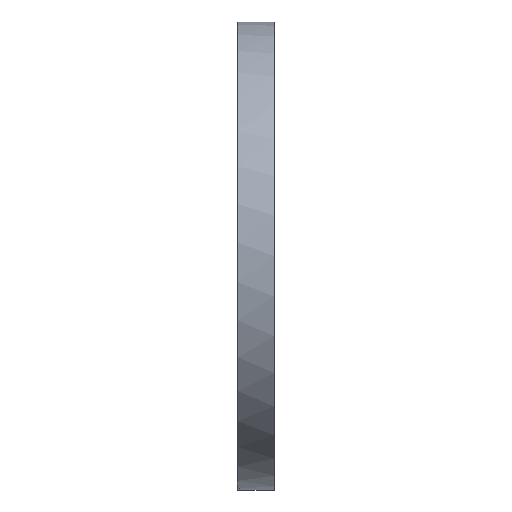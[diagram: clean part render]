
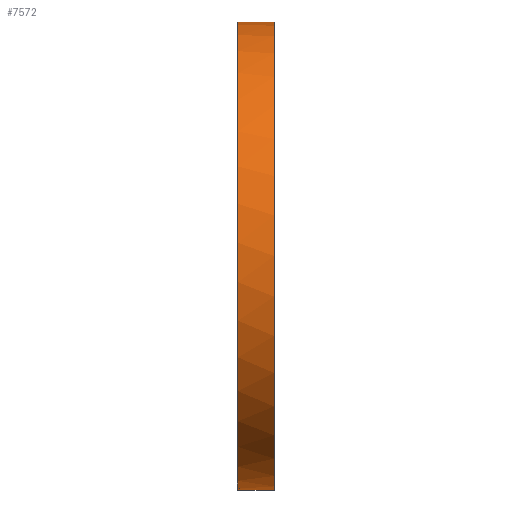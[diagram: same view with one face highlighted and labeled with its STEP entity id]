
A CAD part, left-side view. The second image highlights one B-rep face of the part: STEP entity #7572.
In plain terms, the highlighted cylindrical face has radius 177.8 mm (diameter 355.6 mm), a partial arc.
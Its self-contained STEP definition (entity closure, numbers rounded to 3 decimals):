
#355 = FACE_OUTER_BOUND ( 'NONE', #3818, .T. ) ;
#357 = ORIENTED_EDGE ( 'NONE', *, *, #3345, .T. ) ;
#491 = DIRECTION ( 'NONE',  ( 0., -1., 0. ) ) ;
#494 = CIRCLE ( 'NONE', #3221, 177.8 ) ;
#528 = EDGE_CURVE ( 'NONE', #2712, #5921, #6141, .T. ) ;
#599 = DIRECTION ( 'NONE',  ( 0., -1., 0. ) ) ;
#670 = VERTEX_POINT ( 'NONE', #3532 ) ;
#698 = VECTOR ( 'NONE', #3273, 1000. ) ;
#932 = LINE ( 'NONE', #4027, #3883 ) ;
#1080 = VERTEX_POINT ( 'NONE', #5087 ) ;
#1165 = ORIENTED_EDGE ( 'NONE', *, *, #528, .F. ) ;
#1338 = CARTESIAN_POINT ( 'NONE',  ( 0., 27.1, 0. ) ) ;
#1356 = EDGE_CURVE ( 'NONE', #1924, #670, #5349, .T. ) ;
#1815 = AXIS2_PLACEMENT_3D ( 'NONE', #1338, #5449, #1930 ) ;
#1828 = VECTOR ( 'NONE', #3969, 1000. ) ;
#1843 = DIRECTION ( 'NONE',  ( 0., -1., 0. ) ) ;
#1878 = CARTESIAN_POINT ( 'NONE',  ( -20.076, 27.1, -176.663 ) ) ;
#1924 = VERTEX_POINT ( 'NONE', #2541 ) ;
#1930 = DIRECTION ( 'NONE',  ( 0., 0., 1. ) ) ;
#1942 = CARTESIAN_POINT ( 'NONE',  ( 0., 27.9, 177.8 ) ) ;
#2213 = CARTESIAN_POINT ( 'NONE',  ( 0., 0.5, 177.8 ) ) ;
#2541 = CARTESIAN_POINT ( 'NONE',  ( -17.093, 27.9, -176.976 ) ) ;
#2681 = ORIENTED_EDGE ( 'NONE', *, *, #6236, .F. ) ;
#2712 = VERTEX_POINT ( 'NONE', #1942 ) ;
#2730 = CARTESIAN_POINT ( 'NONE',  ( 0., 0.5, 0. ) ) ;
#2830 = EDGE_CURVE ( 'NONE', #670, #4203, #3828, .T. ) ;
#3082 = ORIENTED_EDGE ( 'NONE', *, *, #2830, .T. ) ;
#3124 = ORIENTED_EDGE ( 'NONE', *, *, #7113, .T. ) ;
#3221 = AXIS2_PLACEMENT_3D ( 'NONE', #2730, #6853, #3315 ) ;
#3273 = DIRECTION ( 'NONE',  ( 0., -1., 0. ) ) ;
#3315 = DIRECTION ( 'NONE',  ( 0., 0., 1. ) ) ;
#3319 = DIRECTION ( 'NONE',  ( 0., -1., 0. ) ) ;
#3345 = EDGE_CURVE ( 'NONE', #4203, #5921, #494, .T. ) ;
#3518 = CIRCLE ( 'NONE', #6977, 177.8 ) ;
#3532 = CARTESIAN_POINT ( 'NONE',  ( 0., 27.9, -177.8 ) ) ;
#3772 = EDGE_CURVE ( 'NONE', #1080, #1924, #6259, .T. ) ;
#3818 = EDGE_LOOP ( 'NONE', ( #1165, #7417, #3124, #2681, #5003, #5474, #3082, #357 ) ) ;
#3828 = LINE ( 'NONE', #5016, #698 ) ;
#3883 = VECTOR ( 'NONE', #491, 1000. ) ;
#3919 = DIRECTION ( 'NONE',  ( 0., 0., -1. ) ) ;
#3969 = DIRECTION ( 'NONE',  ( 0., -1., 0. ) ) ;
#4027 = CARTESIAN_POINT ( 'NONE',  ( -20.076, -20.091, -176.663 ) ) ;
#4128 = CARTESIAN_POINT ( 'NONE',  ( 0., 27.9, 0. ) ) ;
#4203 = VERTEX_POINT ( 'NONE', #5945 ) ;
#4392 = VERTEX_POINT ( 'NONE', #7308 ) ;
#4497 = CARTESIAN_POINT ( 'NONE',  ( 0., -20.091, 0. ) ) ;
#4701 = VECTOR ( 'NONE', #5485, 1000. ) ;
#4708 = DIRECTION ( 'NONE',  ( 0., 0., -1. ) ) ;
#4854 = VERTEX_POINT ( 'NONE', #1878 ) ;
#5003 = ORIENTED_EDGE ( 'NONE', *, *, #3772, .T. ) ;
#5016 = CARTESIAN_POINT ( 'NONE',  ( 0., -20.091, -177.8 ) ) ;
#5087 = CARTESIAN_POINT ( 'NONE',  ( -17.093, 27.1, -176.976 ) ) ;
#5143 = CARTESIAN_POINT ( 'NONE',  ( 0., -20.091, 177.8 ) ) ;
#5349 = CIRCLE ( 'NONE', #6382, 177.8 ) ;
#5366 = CARTESIAN_POINT ( 'NONE',  ( 0., 27.9, 0. ) ) ;
#5449 = DIRECTION ( 'NONE',  ( 0., 1., 0. ) ) ;
#5474 = ORIENTED_EDGE ( 'NONE', *, *, #1356, .T. ) ;
#5485 = DIRECTION ( 'NONE',  ( 0., 1., 0. ) ) ;
#5745 = CIRCLE ( 'NONE', #1815, 177.8 ) ;
#5921 = VERTEX_POINT ( 'NONE', #2213 ) ;
#5945 = CARTESIAN_POINT ( 'NONE',  ( 0., 0.5, -177.8 ) ) ;
#5952 = DIRECTION ( 'NONE',  ( 0., 0., -1. ) ) ;
#6141 = LINE ( 'NONE', #5143, #1828 ) ;
#6236 = EDGE_CURVE ( 'NONE', #1080, #4854, #5745, .T. ) ;
#6250 = CYLINDRICAL_SURFACE ( 'NONE', #6265, 177.8 ) ;
#6259 = LINE ( 'NONE', #6686, #4701 ) ;
#6265 = AXIS2_PLACEMENT_3D ( 'NONE', #4497, #3319, #3919 ) ;
#6382 = AXIS2_PLACEMENT_3D ( 'NONE', #5366, #1843, #5952 ) ;
#6686 = CARTESIAN_POINT ( 'NONE',  ( -17.093, -20.091, -176.976 ) ) ;
#6853 = DIRECTION ( 'NONE',  ( 0., 1., 0. ) ) ;
#6977 = AXIS2_PLACEMENT_3D ( 'NONE', #4128, #599, #4708 ) ;
#7113 = EDGE_CURVE ( 'NONE', #4392, #4854, #932, .T. ) ;
#7217 = EDGE_CURVE ( 'NONE', #2712, #4392, #3518, .T. ) ;
#7308 = CARTESIAN_POINT ( 'NONE',  ( -20.076, 27.9, -176.663 ) ) ;
#7417 = ORIENTED_EDGE ( 'NONE', *, *, #7217, .T. ) ;
#7572 = ADVANCED_FACE ( 'NONE', ( #355 ), #6250, .T. ) ;
